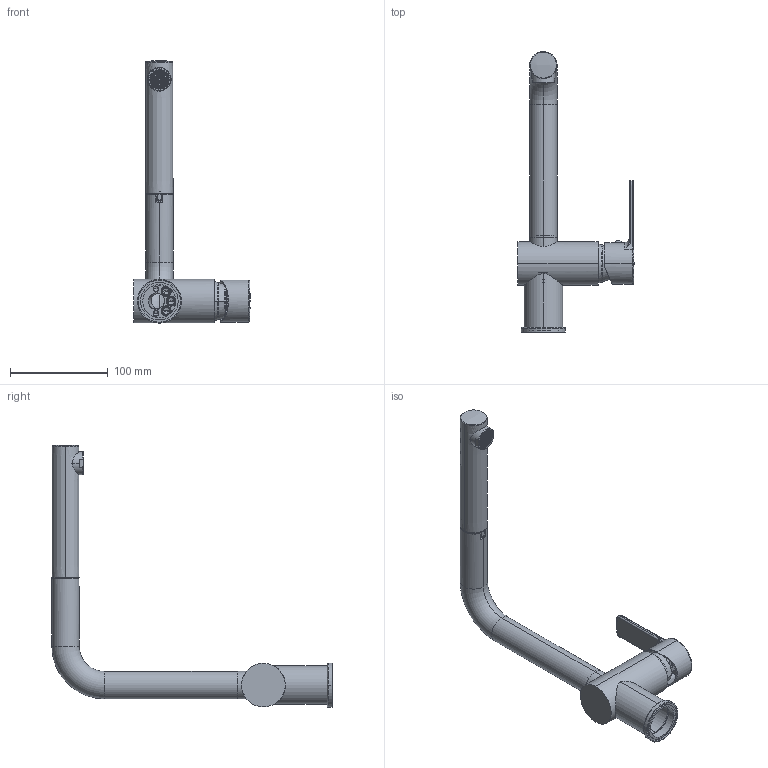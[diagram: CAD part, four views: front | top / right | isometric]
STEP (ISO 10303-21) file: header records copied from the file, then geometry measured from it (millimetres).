
FILE_DESCRIPTION((''),'2;1');
FILE_NAME('WS185CR','2021-11-05T13:09:51',('ut3'),('PAFFONI SpA'),'CREO PARAMETRIC BY PTC INC, 2020044','CREO PARAMETRIC BY PTC INC, 2020044','');
FILE_SCHEMA(('CONFIG_CONTROL_DESIGN','SHAPE_APPEARANCE_LAYERS_GROUPS'));
Length unit declared in the file: millimetre
Products named in the file (1): WS185CR
Bounding box: 118.83 x 287 x 268.47 mm (x, y, z)
Volume: 228204.3 mm3; surface area: 180691.8 mm2
Topology: 2 solids, 2 shells, 4673 faces, 15649 edges, 10747 vertices
Faces by surface type: plane 2202, cylinder 1813, cone 252, torus 169, bspline 142, extrusion 52, sphere 43
Entity records: 289546 total; most frequent: CARTESIAN_POINT 120810, ORIENTED_EDGE 31242, DIRECTION 23708, EDGE_CURVE 15621, VERTEX_POINT 10747, AXIS2_PLACEMENT_3D 7966, VECTOR 7776, LINE 7724
